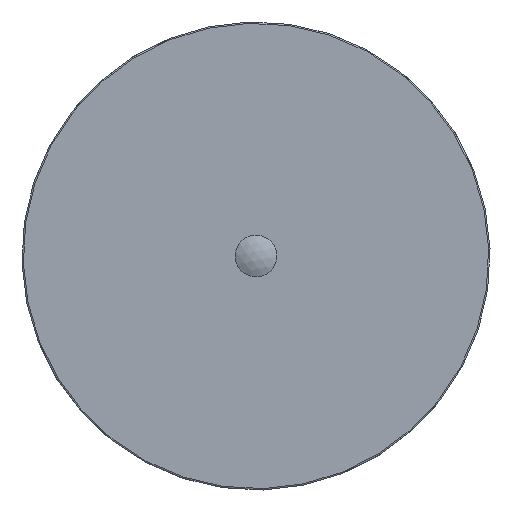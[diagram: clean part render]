
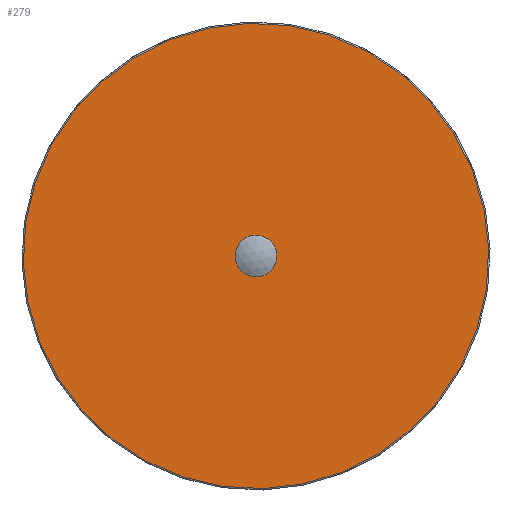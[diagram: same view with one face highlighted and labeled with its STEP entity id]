
A CAD part, front view. The second image highlights one B-rep face of the part: STEP entity #279.
In plain terms, the highlighted planar face has unit normal (0, -1, 0).
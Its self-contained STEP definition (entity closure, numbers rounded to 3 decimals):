
#22=FACE_BOUND('',#78,.T.);
#27=PLANE('',#331);
#59=FACE_OUTER_BOUND('',#77,.T.);
#77=EDGE_LOOP('',(#219,#220));
#78=EDGE_LOOP('',(#221));
#85=CIRCLE('',#306,4.511);
#101=CIRCLE('',#332,50.2);
#102=CIRCLE('',#333,50.2);
#114=VERTEX_POINT('',#449);
#130=VERTEX_POINT('',#497);
#131=VERTEX_POINT('',#498);
#141=EDGE_CURVE('',#114,#114,#85,.T.);
#163=EDGE_CURVE('',#130,#131,#101,.T.);
#164=EDGE_CURVE('',#131,#130,#102,.T.);
#219=ORIENTED_EDGE('',*,*,#163,.T.);
#220=ORIENTED_EDGE('',*,*,#164,.T.);
#221=ORIENTED_EDGE('',*,*,#141,.T.);
#279=ADVANCED_FACE('',(#59,#22),#27,.T.);
#306=AXIS2_PLACEMENT_3D('',#450,#353,#354);
#331=AXIS2_PLACEMENT_3D('',#496,#409,#410);
#332=AXIS2_PLACEMENT_3D('',#499,#411,#412);
#333=AXIS2_PLACEMENT_3D('',#500,#413,#414);
#353=DIRECTION('center_axis',(0.,1.,0.));
#354=DIRECTION('ref_axis',(0.,0.,1.));
#409=DIRECTION('center_axis',(0.,-1.,0.));
#410=DIRECTION('ref_axis',(-0.143,0.,-0.99));
#411=DIRECTION('center_axis',(0.,-1.,0.));
#412=DIRECTION('ref_axis',(-0.99,0.,0.143));
#413=DIRECTION('center_axis',(0.,-1.,0.));
#414=DIRECTION('ref_axis',(-0.99,0.,0.143));
#449=CARTESIAN_POINT('',(4.407,0.,0.962));
#450=CARTESIAN_POINT('Origin',(0.,0.,0.));
#496=CARTESIAN_POINT('Origin',(-24.842,0.,
3.59));
#497=CARTESIAN_POINT('',(-49.684,0.,7.179));
#498=CARTESIAN_POINT('',(7.179,0.,49.684));
#499=CARTESIAN_POINT('Origin',(0.,0.,
0.));
#500=CARTESIAN_POINT('Origin',(0.,0.,
0.));
